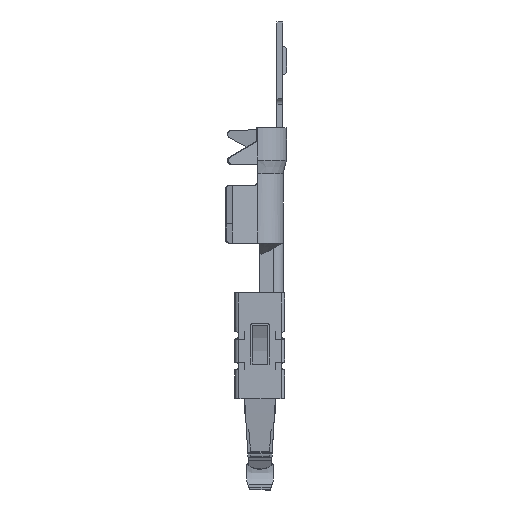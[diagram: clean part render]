
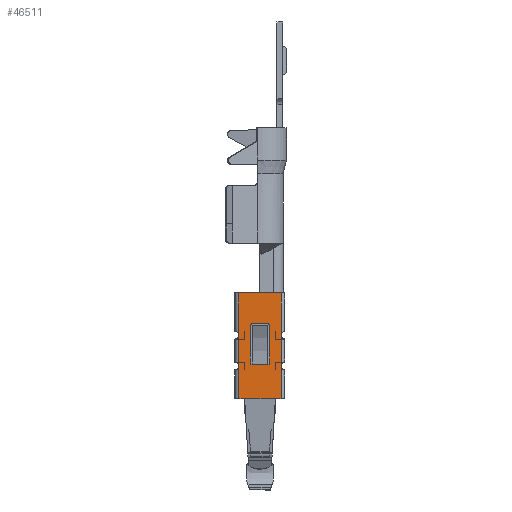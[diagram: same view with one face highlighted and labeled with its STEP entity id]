
A CAD part, left-side view. The second image highlights one B-rep face of the part: STEP entity #46511.
In plain terms, the highlighted planar face has unit normal (-1, 0, 0).
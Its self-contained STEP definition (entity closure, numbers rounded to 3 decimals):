
#46005=AXIS2_PLACEMENT_3D('Circle Axis2P3D',#46003,#46004,$) ;
#46043=AXIS2_PLACEMENT_3D('Circle Axis2P3D',#46041,#46042,$) ;
#46482=AXIS2_PLACEMENT_3D('Plane Axis2P3D',#46479,#46480,#46481) ;
#43758=CARTESIAN_POINT('Vertex',(0.67,0.28,8.049)) ;
#43800=CARTESIAN_POINT('Vertex',(0.67,2.48,8.049)) ;
#43986=CARTESIAN_POINT('Vertex',(0.67,2.48,6.449)) ;
#44047=CARTESIAN_POINT('Vertex',(0.67,0.28,6.449)) ;
#44738=CARTESIAN_POINT('Vertex',(0.67,0.98,6.549)) ;
#44835=CARTESIAN_POINT('Vertex',(0.67,1.78,6.549)) ;
#45958=CARTESIAN_POINT('Line Origine',(0.67,1.38,6.549)) ;
#45974=CARTESIAN_POINT('Vertex',(0.67,1.88,8.549)) ;
#45977=CARTESIAN_POINT('Line Origine',(0.67,1.88,7.549)) ;
#45981=CARTESIAN_POINT('Vertex',(0.67,1.88,6.549)) ;
#46000=CARTESIAN_POINT('Vertex',(0.67,1.78,8.649)) ;
#46003=CARTESIAN_POINT('Axis2P3D Location',(0.67,1.78,8.549)) ;
#46019=CARTESIAN_POINT('Vertex',(0.67,0.98,8.649)) ;
#46022=CARTESIAN_POINT('Line Origine',(0.67,1.38,8.649)) ;
#46038=CARTESIAN_POINT('Vertex',(0.67,0.88,8.549)) ;
#46041=CARTESIAN_POINT('Axis2P3D Location',(0.67,0.98,8.549)) ;
#46057=CARTESIAN_POINT('Vertex',(0.67,0.88,6.549)) ;
#46060=CARTESIAN_POINT('Line Origine',(0.67,0.88,7.549)) ;
#46072=CARTESIAN_POINT('Line Origine',(0.67,0.93,6.549)) ;
#46077=CARTESIAN_POINT('Line Origine',(0.67,1.83,6.549)) ;
#46102=CARTESIAN_POINT('Vertex',(0.671,2.48,4.749)) ;
#46105=CARTESIAN_POINT('Line Origine',(0.67,2.48,7.499)) ;
#46122=CARTESIAN_POINT('Line Origine',(0.67,0.28,7.499)) ;
#46126=CARTESIAN_POINT('Vertex',(0.671,0.28,4.749)) ;
#46141=CARTESIAN_POINT('Line Origine',(0.67,0.28,7.499)) ;
#46159=CARTESIAN_POINT('Vertex',(0.669,0.28,10.249)) ;
#46162=CARTESIAN_POINT('Line Origine',(0.67,0.28,7.499)) ;
#46183=CARTESIAN_POINT('Vertex',(0.669,2.48,10.249)) ;
#46186=CARTESIAN_POINT('Line Origine',(0.669,1.38,10.249)) ;
#46215=CARTESIAN_POINT('Line Origine',(0.67,2.48,7.499)) ;
#46227=CARTESIAN_POINT('Line Origine',(0.67,2.48,7.499)) ;
#46321=CARTESIAN_POINT('Line Origine',(0.671,0.43,4.749)) ;
#46325=CARTESIAN_POINT('Vertex',(0.671,0.58,4.749)) ;
#46346=CARTESIAN_POINT('Vertex',(0.671,2.18,4.749)) ;
#46349=CARTESIAN_POINT('Line Origine',(0.671,2.33,4.749)) ;
#46479=CARTESIAN_POINT('Axis2P3D Location',(0.672,4.03,-0.043)) ;
#46484=CARTESIAN_POINT('Line Origine',(0.671,1.38,4.749)) ;
#45959=DIRECTION('Vector Direction',(0.,-1.,0.)) ;
#45978=DIRECTION('Vector Direction',(0.,0.,1.)) ;
#46004=DIRECTION('Axis2P3D Direction',(-1.,0.,0.)) ;
#46023=DIRECTION('Vector Direction',(0.,-1.,0.)) ;
#46042=DIRECTION('Axis2P3D Direction',(-1.,0.,0.)) ;
#46061=DIRECTION('Vector Direction',(0.,0.,-1.)) ;
#46073=DIRECTION('Vector Direction',(0.,1.,0.)) ;
#46078=DIRECTION('Vector Direction',(0.,1.,0.)) ;
#46106=DIRECTION('Vector Direction',(0.,0.,1.)) ;
#46123=DIRECTION('Vector Direction',(0.,0.,-1.)) ;
#46142=DIRECTION('Vector Direction',(0.,0.,-1.)) ;
#46163=DIRECTION('Vector Direction',(0.,0.,-1.)) ;
#46187=DIRECTION('Vector Direction',(0.,1.,0.)) ;
#46216=DIRECTION('Vector Direction',(0.,0.,1.)) ;
#46228=DIRECTION('Vector Direction',(0.,0.,1.)) ;
#46322=DIRECTION('Vector Direction',(0.,-1.,0.)) ;
#46350=DIRECTION('Vector Direction',(0.,-1.,0.)) ;
#46480=DIRECTION('Axis2P3D Direction',(1.,0.,0.)) ;
#46481=DIRECTION('Axis2P3D XDirection',(0.,1.,0.)) ;
#46485=DIRECTION('Vector Direction',(0.,-1.,0.)) ;
#45960=VECTOR('Line Direction',#45959,1.) ;
#45979=VECTOR('Line Direction',#45978,1.) ;
#46024=VECTOR('Line Direction',#46023,1.) ;
#46062=VECTOR('Line Direction',#46061,1.) ;
#46074=VECTOR('Line Direction',#46073,1.) ;
#46079=VECTOR('Line Direction',#46078,1.) ;
#46107=VECTOR('Line Direction',#46106,1.) ;
#46124=VECTOR('Line Direction',#46123,1.) ;
#46143=VECTOR('Line Direction',#46142,1.) ;
#46164=VECTOR('Line Direction',#46163,1.) ;
#46188=VECTOR('Line Direction',#46187,1.) ;
#46217=VECTOR('Line Direction',#46216,1.) ;
#46229=VECTOR('Line Direction',#46228,1.) ;
#46323=VECTOR('Line Direction',#46322,1.) ;
#46351=VECTOR('Line Direction',#46350,1.) ;
#46486=VECTOR('Line Direction',#46485,1.) ;
#46490=ORIENTED_EDGE('',*,*,#46109,.F.) ;
#46491=ORIENTED_EDGE('',*,*,#46353,.F.) ;
#46492=ORIENTED_EDGE('',*,*,#46488,.F.) ;
#46493=ORIENTED_EDGE('',*,*,#46327,.F.) ;
#46494=ORIENTED_EDGE('',*,*,#46128,.F.) ;
#46495=ORIENTED_EDGE('',*,*,#46145,.F.) ;
#46496=ORIENTED_EDGE('',*,*,#46166,.F.) ;
#46497=ORIENTED_EDGE('',*,*,#46190,.F.) ;
#46498=ORIENTED_EDGE('',*,*,#46219,.F.) ;
#46499=ORIENTED_EDGE('',*,*,#46231,.F.) ;
#46502=ORIENTED_EDGE('',*,*,#45962,.F.) ;
#46503=ORIENTED_EDGE('',*,*,#46081,.F.) ;
#46504=ORIENTED_EDGE('',*,*,#45983,.F.) ;
#46505=ORIENTED_EDGE('',*,*,#46007,.F.) ;
#46506=ORIENTED_EDGE('',*,*,#46026,.F.) ;
#46507=ORIENTED_EDGE('',*,*,#46045,.F.) ;
#46508=ORIENTED_EDGE('',*,*,#46064,.F.) ;
#46509=ORIENTED_EDGE('',*,*,#46076,.F.) ;
#46510=FACE_BOUND('',#46501,.T.) ;
#46511=ADVANCED_FACE('TU KO DFFC.1',(#46500,#46510),#46483,.F.) ;
#46006=CIRCLE('generated circle',#46005,0.1) ;
#46044=CIRCLE('generated circle',#46043,0.1) ;
#45962=EDGE_CURVE('',#44836,#44739,#45961,.T.) ;
#45983=EDGE_CURVE('',#45975,#45982,#45980,.F.) ;
#46007=EDGE_CURVE('',#46001,#45975,#46006,.T.) ;
#46026=EDGE_CURVE('',#46020,#46001,#46025,.F.) ;
#46045=EDGE_CURVE('',#46039,#46020,#46044,.T.) ;
#46064=EDGE_CURVE('',#46058,#46039,#46063,.F.) ;
#46076=EDGE_CURVE('',#44739,#46058,#46075,.F.) ;
#46081=EDGE_CURVE('',#45982,#44836,#46080,.F.) ;
#46109=EDGE_CURVE('',#46103,#43987,#46108,.T.) ;
#46128=EDGE_CURVE('',#44048,#46127,#46125,.T.) ;
#46145=EDGE_CURVE('',#43759,#44048,#46144,.T.) ;
#46166=EDGE_CURVE('',#46160,#43759,#46165,.T.) ;
#46190=EDGE_CURVE('',#46184,#46160,#46189,.F.) ;
#46219=EDGE_CURVE('',#43801,#46184,#46218,.T.) ;
#46231=EDGE_CURVE('',#43987,#43801,#46230,.T.) ;
#46327=EDGE_CURVE('',#46127,#46326,#46324,.F.) ;
#46353=EDGE_CURVE('',#46347,#46103,#46352,.F.) ;
#46488=EDGE_CURVE('',#46326,#46347,#46487,.F.) ;
#46489=EDGE_LOOP('',(#46490,#46491,#46492,#46493,#46494,#46495,#46496,#46497,#46498,#46499)) ;
#46501=EDGE_LOOP('',(#46502,#46503,#46504,#46505,#46506,#46507,#46508,#46509)) ;
#46500=FACE_OUTER_BOUND('',#46489,.T.) ;
#45961=LINE('Line',#45958,#45960) ;
#45980=LINE('Line',#45977,#45979) ;
#46025=LINE('Line',#46022,#46024) ;
#46063=LINE('Line',#46060,#46062) ;
#46075=LINE('Line',#46072,#46074) ;
#46080=LINE('Line',#46077,#46079) ;
#46108=LINE('Line',#46105,#46107) ;
#46125=LINE('Line',#46122,#46124) ;
#46144=LINE('Line',#46141,#46143) ;
#46165=LINE('Line',#46162,#46164) ;
#46189=LINE('Line',#46186,#46188) ;
#46218=LINE('Line',#46215,#46217) ;
#46230=LINE('Line',#46227,#46229) ;
#46324=LINE('Line',#46321,#46323) ;
#46352=LINE('Line',#46349,#46351) ;
#46487=LINE('Line',#46484,#46486) ;
#46483=PLANE('',#46482) ;
#43759=VERTEX_POINT('',#43758) ;
#43801=VERTEX_POINT('',#43800) ;
#43987=VERTEX_POINT('',#43986) ;
#44048=VERTEX_POINT('',#44047) ;
#44739=VERTEX_POINT('',#44738) ;
#44836=VERTEX_POINT('',#44835) ;
#45975=VERTEX_POINT('',#45974) ;
#45982=VERTEX_POINT('',#45981) ;
#46001=VERTEX_POINT('',#46000) ;
#46020=VERTEX_POINT('',#46019) ;
#46039=VERTEX_POINT('',#46038) ;
#46058=VERTEX_POINT('',#46057) ;
#46103=VERTEX_POINT('',#46102) ;
#46127=VERTEX_POINT('',#46126) ;
#46160=VERTEX_POINT('',#46159) ;
#46184=VERTEX_POINT('',#46183) ;
#46326=VERTEX_POINT('',#46325) ;
#46347=VERTEX_POINT('',#46346) ;
